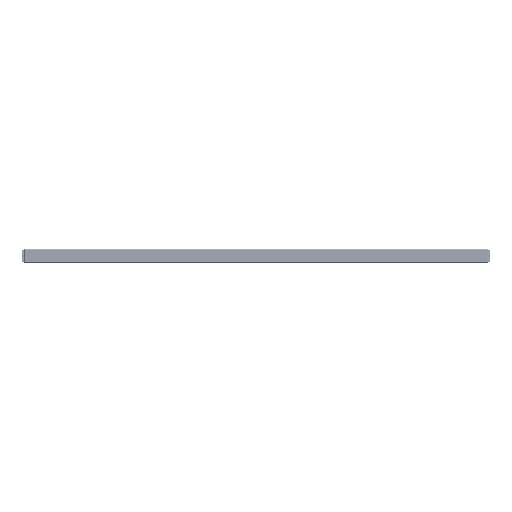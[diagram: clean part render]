
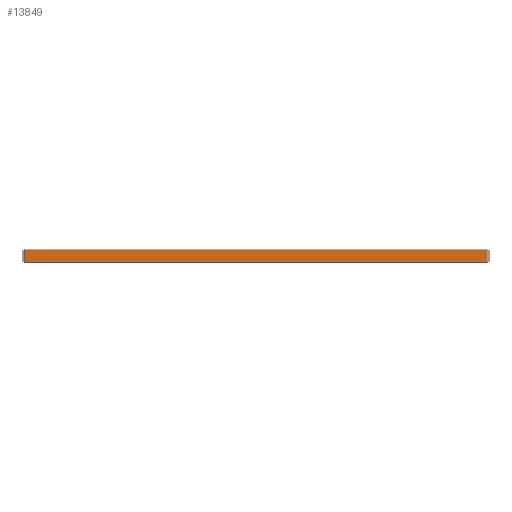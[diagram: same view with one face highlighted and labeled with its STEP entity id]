
A CAD part, front view. The second image highlights one B-rep face of the part: STEP entity #13849.
In plain terms, the highlighted planar face has unit normal (0, -1, 0).
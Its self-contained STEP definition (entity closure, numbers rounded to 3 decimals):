
#11102=FACE_OUTER_BOUND('',#28125,.T.);
#13849=ADVANCED_FACE('',(#11102),#18129,.T.);
#18129=PLANE('',#81460);
#28125=EDGE_LOOP('',(#34800,#34801,#34802,#34803,#34804,#34805,#34806,#34807));
#34800=ORIENTED_EDGE('',*,*,#61080,.T.);
#34801=ORIENTED_EDGE('',*,*,#61081,.F.);
#34802=ORIENTED_EDGE('',*,*,#61082,.T.);
#34803=ORIENTED_EDGE('',*,*,#61083,.T.);
#34804=ORIENTED_EDGE('',*,*,#61084,.T.);
#34805=ORIENTED_EDGE('',*,*,#61085,.F.);
#34806=ORIENTED_EDGE('',*,*,#61086,.T.);
#34807=ORIENTED_EDGE('',*,*,#61087,.T.);
#54120=VERTEX_POINT('',#109768);
#54121=VERTEX_POINT('',#109769);
#54122=VERTEX_POINT('',#109771);
#54123=VERTEX_POINT('',#109773);
#54124=VERTEX_POINT('',#109775);
#54125=VERTEX_POINT('',#109777);
#54126=VERTEX_POINT('',#109779);
#54127=VERTEX_POINT('',#109781);
#61080=EDGE_CURVE('',#54120,#54121,#70642,.T.);
#61081=EDGE_CURVE('',#54122,#54121,#70643,.T.);
#61082=EDGE_CURVE('',#54122,#54123,#70644,.T.);
#61083=EDGE_CURVE('',#54123,#54124,#70645,.T.);
#61084=EDGE_CURVE('',#54124,#54125,#70646,.T.);
#61085=EDGE_CURVE('',#54126,#54125,#70647,.T.);
#61086=EDGE_CURVE('',#54126,#54127,#70648,.T.);
#61087=EDGE_CURVE('',#54127,#54120,#70649,.T.);
#70642=LINE('',#109767,#76134);
#70643=LINE('',#109770,#76135);
#70644=LINE('',#109772,#76136);
#70645=LINE('',#109774,#76137);
#70646=LINE('',#109776,#76138);
#70647=LINE('',#109778,#76139);
#70648=LINE('',#109780,#76140);
#70649=LINE('',#109782,#76141);
#76134=VECTOR('',#89009,1.);
#76135=VECTOR('',#89010,1.);
#76136=VECTOR('',#89011,1.);
#76137=VECTOR('',#89012,1.);
#76138=VECTOR('',#89013,1.);
#76139=VECTOR('',#89014,1.);
#76140=VECTOR('',#89015,1.);
#76141=VECTOR('',#89016,1.);
#81460=AXIS2_PLACEMENT_3D('',#109783,#89017,#89018);
#89009=DIRECTION('',(-1.,0.,0.));
#89010=DIRECTION('',(0.577,0.,0.816));
#89011=DIRECTION('',(0.,0.,-1.));
#89012=DIRECTION('',(0.577,0.,-0.816));
#89013=DIRECTION('',(1.,0.,0.));
#89014=DIRECTION('',(-0.577,0.,-0.816));
#89015=DIRECTION('',(0.,0.,1.));
#89016=DIRECTION('',(-0.577,0.,0.816));
#89017=DIRECTION('',(0.,-1.,0.));
#89018=DIRECTION('',(1.,0.,0.));
#109767=CARTESIAN_POINT('',(-200.,-6.,5.5));
#109768=CARTESIAN_POINT('',(199.3,-6.,5.5));
#109769=CARTESIAN_POINT('',(-199.3,-6.,5.5));
#109770=CARTESIAN_POINT('',(-199.582,-6.,5.101));
#109771=CARTESIAN_POINT('',(-199.5,-6.,5.217));
#109772=CARTESIAN_POINT('',(-199.5,-6.,-5.5));
#109773=CARTESIAN_POINT('',(-199.5,-6.,-5.217));
#109774=CARTESIAN_POINT('',(-204.954,-6.,2.497));
#109775=CARTESIAN_POINT('',(-199.3,-6.,-5.5));
#109776=CARTESIAN_POINT('',(-200.,-6.,-5.5));
#109777=CARTESIAN_POINT('',(199.3,-6.,-5.5));
#109778=CARTESIAN_POINT('',(199.582,-6.,-5.101));
#109779=CARTESIAN_POINT('',(199.5,-6.,-5.217));
#109780=CARTESIAN_POINT('',(199.5,-6.,6.));
#109781=CARTESIAN_POINT('',(199.5,-6.,5.217));
#109782=CARTESIAN_POINT('',(65.964,-6.,194.065));
#109783=CARTESIAN_POINT('',(-200.,-6.,6.));
